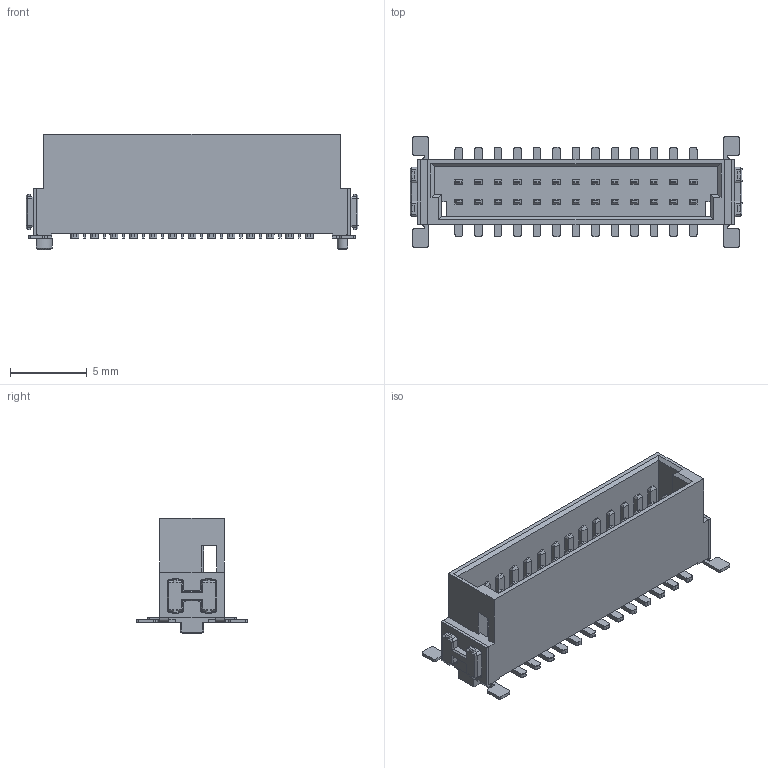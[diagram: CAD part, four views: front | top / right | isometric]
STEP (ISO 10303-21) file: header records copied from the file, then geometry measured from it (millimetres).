
FILE_DESCRIPTION((''),'2;1');
FILE_NAME('M55-7002642_ASM','2021-06-22T09:04:03',('mrudkin'),(''),'CREO PARAMETRIC BY PTC INC, 2020154','CREO PARAMETRIC BY PTC INC, 2020154','');
FILE_SCHEMA(('CONFIG_CONTROL_DESIGN','SHAPE_APPEARANCE_LAYERS_GROUPS'));
Length unit declared in the file: millimetre
Products named in the file (4): M55-70026_MOULD; M55-700_CONTACT; M55-700_STRAP; M55-7002642_ASM
Assembly tree (29 placements, depth 2):
  M55-7002642_ASM
    M55-70026_MOULD
    M55-700_CONTACT  x26
    M55-700_STRAP  x2
Bounding box: 21.59 x 7.2 x 7.5 mm (x, y, z)
Volume: 269.9 mm3; surface area: 1248.3 mm2
Topology: 29 solids, 29 shells, 1794 faces, 4751 edges, 2944 vertices
Faces by surface type: plane 1184, cylinder 487, bspline 104, cone 19
Entity records: 25068 total; most frequent: CARTESIAN_POINT 3491, ORIENTED_EDGE 3354, DIRECTION 3095, PRESENTATION_STYLE_ASSIGNMENT 1725, STYLED_ITEM 1680, CURVE_STYLE 1677, EDGE_CURVE 1677, VECTOR 1523
